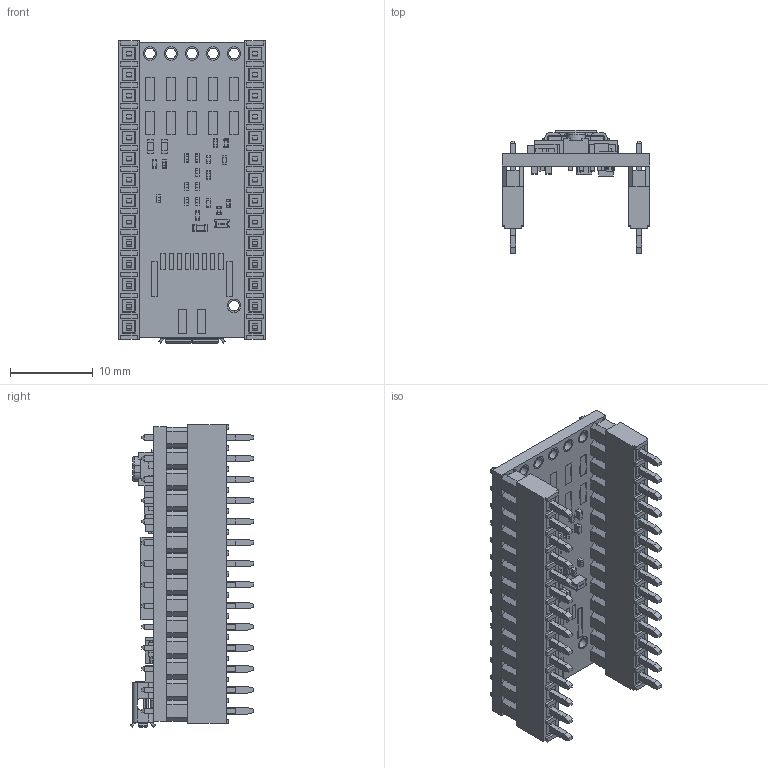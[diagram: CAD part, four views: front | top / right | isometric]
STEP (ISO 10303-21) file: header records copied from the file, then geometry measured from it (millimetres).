
FILE_DESCRIPTION(/* description */ (''),/* implementation_level */ '2;1');
FILE_NAME(/* name */ 'Teensy_4.0_headers v3.step',/* time_stamp */ '2024-11-13T17:06:57+01:00',/* author */ (''),/* organization */ (''),/* preprocessor_version */ 'ST-DEVELOPER v20',/* originating_system */ 'Autodesk Translation Framework v13.20.0.188',/* authorisation */ '');
FILE_SCHEMA (('AUTOMOTIVE_DESIGN { 1 0 10303 214 3 1 1 }'));
Products named in the file (12): Teensy_4.0_headers; Teensy_4.0; DEV-15583 board; C5-C18 (0.55mm); C20-C24 (0.65); R1-R3 (0.4inch)_1269AS-H-3R3M=P2; L1^DEV-15583 ASS; C; C2; PH-1x14; Pin Header - Female - 2.54mm; 14er Pin Header Female
Assembly tree (14 placements, depth 3):
  Teensy_4.0_headers
    Teensy_4.0
      DEV-15583 board
      C5-C18 (0.55mm)
      C20-C24 (0.65)
      R1-R3 (0.4inch)_1269AS-H-3R3M=P2
      L1^DEV-15583 ASS
      C  x2
      C2
    PH-1x14  x2
    Pin Header - Female - 2.54mm  x2
      14er Pin Header Female
Bounding box: 17.78 x 14.91 x 36.51 mm (x, y, z)
Volume: 2433.8 mm3; surface area: 8044.1 mm2
Topology: 219 solids, 219 shells, 4305 faces, 10134 edges, 6294 vertices
Faces by surface type: plane 3423, cylinder 694, sphere 176, bspline 6, torus 6
Full cylindrical faces by diameter (mm): 0.7 x2, 1.27 x34, 1.63 x68
Entity records: 91420 total; most frequent: CARTESIAN_POINT 15937, DIRECTION 15375, ORIENTED_EDGE 14916, EDGE_CURVE 7458, LINE 6075, VECTOR 6075, VERTEX_POINT 4710, AXIS2_PLACEMENT_3D 4650
